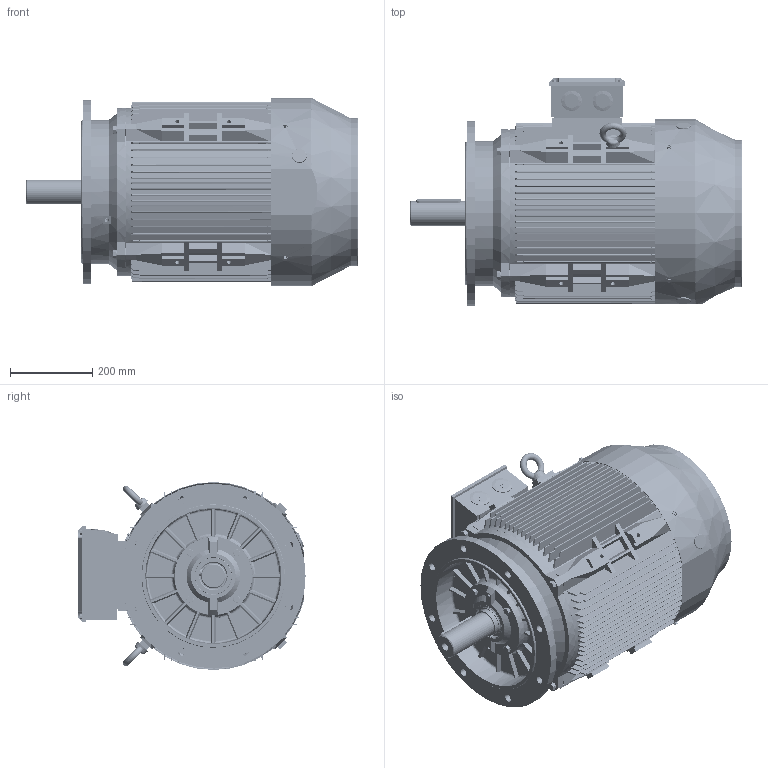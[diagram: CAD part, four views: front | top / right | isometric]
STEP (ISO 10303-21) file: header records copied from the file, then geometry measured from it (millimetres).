
FILE_DESCRIPTION (( 'STEP AP203' ), '1' );
FILE_NAME ('TC 225S B5外形图.STEP', '2013-06-25T07:50:51', ( '微软用户' ), ( '微软中国' ), 'SwSTEP 2.0', 'SolidWorks 2008', '' );
FILE_SCHEMA (( 'CONFIG_CONTROL_DESIGN' ));
Length unit declared in the file: millimetre
Products named in the file (27): TC 225 轴承外盖NDE_默认; TC 225S转子_默认; TC 225 轴承外盖DE_默认; 油封65-90-10_默认; 螺塞M40_默认; M6-20_默认; 铜油嘴_默认; M12-45_默认; M6-10_默认; TC 225S B5俋倛芞; TC225S B5机座_默认; TC 225 B3 端盖(后）_默认; TC 225S-4.6.8 轴_默认; 6313_默认; TC 225 B5 端盖_默认; TC 225 轴承内盖_默认; TC 225-4P 风叶_默认; TC 200-225接线盒_默认; TC 200-225接线盒座_默认; TC 200-225接线盒盖_默认; 扣塞_默认; M10-70_默认; 10_默认; 12_默认; 吊环M16_默认; 平键18-110_默认; TC 225风罩_默认
Assembly tree (51 placements, depth 3):
  TC 225S B5俋倛芞
    M6-10_默认  x4
    吊环M16_默认  x2
    TC 225 轴承外盖NDE_默认
    油封65-90-10_默认  x2
    TC 225 轴承内盖_默认  x2
    10_默认  x4
    12_默认  x4
    扣塞_默认  x2
    TC 225-4P 风叶_默认
    M10-70_默认  x4
    铜油嘴_默认  x2
    TC 225S转子_默认
      6313_默认  x2
      TC 225S-4.6.8 轴_默认
    M12-45_默认  x4
    平键18-110_默认
    TC 225 B5 端盖_默认
    TC 225 轴承外盖DE_默认
    TC225S B5机座_默认
    TC 225 B3 端盖(后）_默认
    TC 225风罩_默认
    TC 200-225接线盒_默认
      TC 200-225接线盒盖_默认
      M6-20_默认  x4
      螺塞M40_默认  x2
      TC 200-225接线盒座_默认
Bounding box: 809.52 x 554 x 458.4 mm (x, y, z)
Volume: 20711840.2 mm3; surface area: 5028881.3 mm2
Topology: 51 solids, 52 shells, 7924 faces, 22910 edges, 15094 vertices
Faces by surface type: plane 3885, cylinder 3066, cone 425, torus 362, bspline 122, sphere 64
Entity records: 255515 total; most frequent: CARTESIAN_POINT 61339, ORIENTED_EDGE 40764, DIRECTION 39161, EDGE_CURVE 20382, AXIS2_PLACEMENT_3D 13631, VERTEX_POINT 13480, VECTOR 11899, LINE 11899
